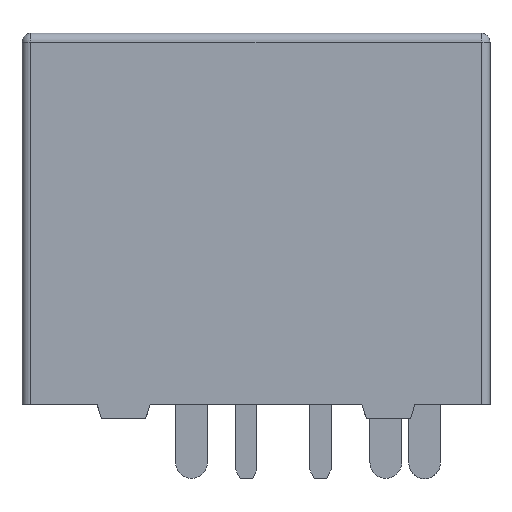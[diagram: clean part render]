
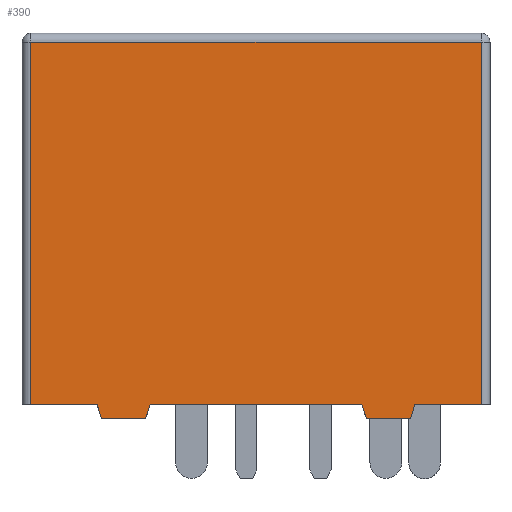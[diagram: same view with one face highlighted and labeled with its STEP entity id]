
A CAD part, top view. The second image highlights one B-rep face of the part: STEP entity #390.
In plain terms, the highlighted planar face has unit normal (0, 0, 1).
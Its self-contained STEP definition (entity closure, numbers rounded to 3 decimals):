
#390=ADVANCED_FACE('',(#1107),#1108,.T.);
#1107=FACE_OUTER_BOUND('',#2172,.T.);
#1108=PLANE('',#2173);
#2172=EDGE_LOOP('',(#4798,#4799,#4800,#4801,#4802,#4803,#4804,#4805,#4806,#4807,#4808,#4809));
#2173=AXIS2_PLACEMENT_3D('',#4810,#4811,#4812);
#4798=ORIENTED_EDGE('',*,*,#6610,.T.);
#4799=ORIENTED_EDGE('',*,*,#6611,.T.);
#4800=ORIENTED_EDGE('',*,*,#6466,.T.);
#4801=ORIENTED_EDGE('',*,*,#6612,.F.);
#4802=ORIENTED_EDGE('',*,*,#6613,.F.);
#4803=ORIENTED_EDGE('',*,*,#6614,.F.);
#4804=ORIENTED_EDGE('',*,*,#6474,.T.);
#4805=ORIENTED_EDGE('',*,*,#6615,.F.);
#4806=ORIENTED_EDGE('',*,*,#6616,.F.);
#4807=ORIENTED_EDGE('',*,*,#6617,.F.);
#4808=ORIENTED_EDGE('',*,*,#6486,.T.);
#4809=ORIENTED_EDGE('',*,*,#6618,.T.);
#4810=CARTESIAN_POINT('',(-16.4,-10.3,15.8));
#4811=DIRECTION('',(0.,0.,1.0));
#4812=DIRECTION('',(1.0,0.,0.0));
#6466=EDGE_CURVE('',#7940,#7938,#7941,.T.);
#6474=EDGE_CURVE('',#7949,#7954,#7956,.T.);
#6486=EDGE_CURVE('',#7957,#7978,#7980,.T.);
#6610=EDGE_CURVE('',#8212,#8213,#8214,.T.);
#6611=EDGE_CURVE('',#8213,#7940,#8215,.T.);
#6612=EDGE_CURVE('',#8216,#7938,#8217,.T.);
#6613=EDGE_CURVE('',#8218,#8216,#8219,.T.);
#6614=EDGE_CURVE('',#7949,#8218,#8220,.T.);
#6615=EDGE_CURVE('',#8221,#7954,#8222,.T.);
#6616=EDGE_CURVE('',#8223,#8221,#8224,.T.);
#6617=EDGE_CURVE('',#7957,#8223,#8225,.T.);
#6618=EDGE_CURVE('',#7978,#8212,#8226,.T.);
#7938=VERTEX_POINT('',#10291);
#7940=VERTEX_POINT('',#10294);
#7941=LINE('',#10295,#10296);
#7949=VERTEX_POINT('',#10306);
#7954=VERTEX_POINT('',#10313);
#7956=LINE('',#10316,#10317);
#7957=VERTEX_POINT('',#10318);
#7978=VERTEX_POINT('',#10346);
#7980=LINE('',#10348,#10349);
#8212=VERTEX_POINT('',#10672);
#8213=VERTEX_POINT('',#10673);
#8214=LINE('',#10674,#10675);
#8215=LINE('',#10676,#10677);
#8216=VERTEX_POINT('',#10678);
#8217=LINE('',#10679,#10680);
#8218=VERTEX_POINT('',#10681);
#8219=LINE('',#10682,#10683);
#8220=LINE('',#10684,#10685);
#8221=VERTEX_POINT('',#10686);
#8222=LINE('',#10687,#10688);
#8223=VERTEX_POINT('',#10689);
#8224=LINE('',#10690,#10691);
#8225=LINE('',#10692,#10693);
#8226=LINE('',#10694,#10695);
#10291=CARTESIAN_POINT('',(-12.15,-10.3,15.8));
#10294=CARTESIAN_POINT('',(-15.9,-10.3,15.8));
#10295=CARTESIAN_POINT('',(-16.4,-10.3,15.8));
#10296=VECTOR('',#12019,1.0);
#10306=CARTESIAN_POINT('',(-9.15,-10.3,15.8));
#10313=CARTESIAN_POINT('',(2.85,-10.3,15.8));
#10316=CARTESIAN_POINT('',(-16.4,-10.3,15.8));
#10317=VECTOR('',#12031,1.0);
#10318=CARTESIAN_POINT('',(5.85,-10.3,15.8));
#10346=CARTESIAN_POINT('',(9.6,-10.3,15.8));
#10348=CARTESIAN_POINT('',(-16.4,-10.3,15.8));
#10349=VECTOR('',#12051,1.0);
#10672=CARTESIAN_POINT('',(9.6,10.2,15.8));
#10673=CARTESIAN_POINT('',(-15.9,10.2,15.8));
#10674=CARTESIAN_POINT('',(-16.4,10.2,15.8));
#10675=VECTOR('',#12239,1.0);
#10676=CARTESIAN_POINT('',(-15.9,-10.3,15.8));
#10677=VECTOR('',#12240,1.0);
#10678=CARTESIAN_POINT('',(-11.9,-11.1,15.8));
#10679=CARTESIAN_POINT('',(-11.9,-11.1,15.8));
#10680=VECTOR('',#12241,1.0);
#10681=CARTESIAN_POINT('',(-9.4,-11.1,15.8));
#10682=CARTESIAN_POINT('',(-9.4,-11.1,15.8));
#10683=VECTOR('',#12242,1.0);
#10684=CARTESIAN_POINT('',(-9.15,-10.3,15.8));
#10685=VECTOR('',#12243,1.0);
#10686=CARTESIAN_POINT('',(3.1,-11.1,15.8));
#10687=CARTESIAN_POINT('',(3.1,-11.1,15.8));
#10688=VECTOR('',#12244,1.0);
#10689=CARTESIAN_POINT('',(5.6,-11.1,15.8));
#10690=CARTESIAN_POINT('',(5.6,-11.1,15.8));
#10691=VECTOR('',#12245,1.0);
#10692=CARTESIAN_POINT('',(5.85,-10.3,15.8));
#10693=VECTOR('',#12246,1.0);
#10694=CARTESIAN_POINT('',(9.6,-10.3,15.8));
#10695=VECTOR('',#12247,1.0);
#12019=DIRECTION('',(1.0,0.0,0.));
#12031=DIRECTION('',(1.0,0.0,0.));
#12051=DIRECTION('',(1.0,0.0,0.));
#12239=DIRECTION('',(-1.0,0.0,0.));
#12240=DIRECTION('',(0.0,-1.0,0.0));
#12241=DIRECTION('',(-0.298,0.954,0.));
#12242=DIRECTION('',(-1.0,0.0,0.));
#12243=DIRECTION('',(-0.298,-0.954,0.));
#12244=DIRECTION('',(-0.298,0.954,0.));
#12245=DIRECTION('',(-1.0,0.0,0.));
#12246=DIRECTION('',(-0.298,-0.954,0.));
#12247=DIRECTION('',(0.0,1.0,0.0));
